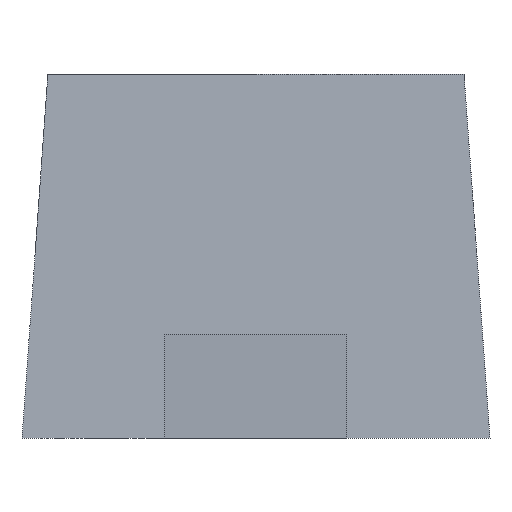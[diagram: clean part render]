
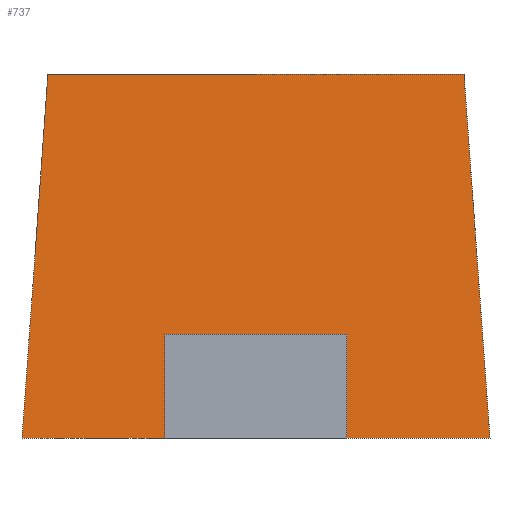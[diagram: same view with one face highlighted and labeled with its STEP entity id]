
A CAD part, left-side view. The second image highlights one B-rep face of the part: STEP entity #737.
In plain terms, the highlighted planar face has unit normal (-0.998, 0, 0.071).
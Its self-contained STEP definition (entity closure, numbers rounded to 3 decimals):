
#569 = VERTEX_POINT('',#570);
#570 = CARTESIAN_POINT('',(-0.65,0.175,0.));
#576 = EDGE_CURVE('',#569,#577,#579,.T.);
#577 = VERTEX_POINT('',#578);
#578 = CARTESIAN_POINT('',(-0.65,0.45,0.));
#579 = LINE('',#580,#581);
#580 = CARTESIAN_POINT('',(-0.65,0.45,0.));
#581 = VECTOR('',#582,1.);
#582 = DIRECTION('',(0.,1.,0.));
#633 = VERTEX_POINT('',#634);
#634 = CARTESIAN_POINT('',(-0.65,-0.45,0.));
#640 = EDGE_CURVE('',#633,#641,#643,.T.);
#641 = VERTEX_POINT('',#642);
#642 = CARTESIAN_POINT('',(-0.65,-0.175,0.));
#643 = LINE('',#644,#645);
#644 = CARTESIAN_POINT('',(-0.65,0.45,0.));
#645 = VECTOR('',#646,1.);
#646 = DIRECTION('',(0.,1.,0.));
#663 = VERTEX_POINT('',#664);
#664 = CARTESIAN_POINT('',(-0.636,0.175,0.2));
#672 = EDGE_CURVE('',#569,#663,#673,.T.);
#673 = LINE('',#674,#675);
#674 = CARTESIAN_POINT('',(-0.65,0.175,0.));
#675 = VECTOR('',#676,1.);
#676 = DIRECTION('',(0.071,0.,0.997));
#718 = VERTEX_POINT('',#719);
#719 = CARTESIAN_POINT('',(-0.636,-0.175,0.2));
#727 = EDGE_CURVE('',#718,#641,#728,.T.);
#728 = LINE('',#729,#730);
#729 = CARTESIAN_POINT('',(-0.65,-0.175,0.));
#730 = VECTOR('',#731,1.);
#731 = DIRECTION('',(-0.071,0.,-0.997));
#737 = ADVANCED_FACE('',(#738),#772,.F.);
#738 = FACE_BOUND('',#739,.T.);
#739 = EDGE_LOOP('',(#740,#748,#749,#750,#756,#757,#758,#766));
#740 = ORIENTED_EDGE('',*,*,#741,.F.);
#741 = EDGE_CURVE('',#577,#742,#744,.T.);
#742 = VERTEX_POINT('',#743);
#743 = CARTESIAN_POINT('',(-0.6,0.4,0.7));
#744 = LINE('',#745,#746);
#745 = CARTESIAN_POINT('',(-0.625,0.425,0.35));
#746 = VECTOR('',#747,1.);
#747 = DIRECTION('',(0.071,-0.071,
    0.995));
#748 = ORIENTED_EDGE('',*,*,#576,.F.);
#749 = ORIENTED_EDGE('',*,*,#672,.T.);
#750 = ORIENTED_EDGE('',*,*,#751,.F.);
#751 = EDGE_CURVE('',#718,#663,#752,.T.);
#752 = LINE('',#753,#754);
#753 = CARTESIAN_POINT('',(-0.636,0.,0.2));
#754 = VECTOR('',#755,1.);
#755 = DIRECTION('',(0.,1.,0.));
#756 = ORIENTED_EDGE('',*,*,#727,.T.);
#757 = ORIENTED_EDGE('',*,*,#640,.F.);
#758 = ORIENTED_EDGE('',*,*,#759,.F.);
#759 = EDGE_CURVE('',#760,#633,#762,.T.);
#760 = VERTEX_POINT('',#761);
#761 = CARTESIAN_POINT('',(-0.6,-0.4,0.7));
#762 = LINE('',#763,#764);
#763 = CARTESIAN_POINT('',(-0.625,-0.425,0.35));
#764 = VECTOR('',#765,1.);
#765 = DIRECTION('',(-0.071,-0.071,
    -0.995));
#766 = ORIENTED_EDGE('',*,*,#767,.F.);
#767 = EDGE_CURVE('',#742,#760,#768,.T.);
#768 = LINE('',#769,#770);
#769 = CARTESIAN_POINT('',(-0.6,0.,0.7));
#770 = VECTOR('',#771,1.);
#771 = DIRECTION('',(-0.,-1.,-0.));
#772 = PLANE('',#773);
#773 = AXIS2_PLACEMENT_3D('',#774,#775,#776);
#774 = CARTESIAN_POINT('',(-0.65,-0.45,0.));
#775 = DIRECTION('',(0.997,0.,-0.071));
#776 = DIRECTION('',(0.,1.,0.));
